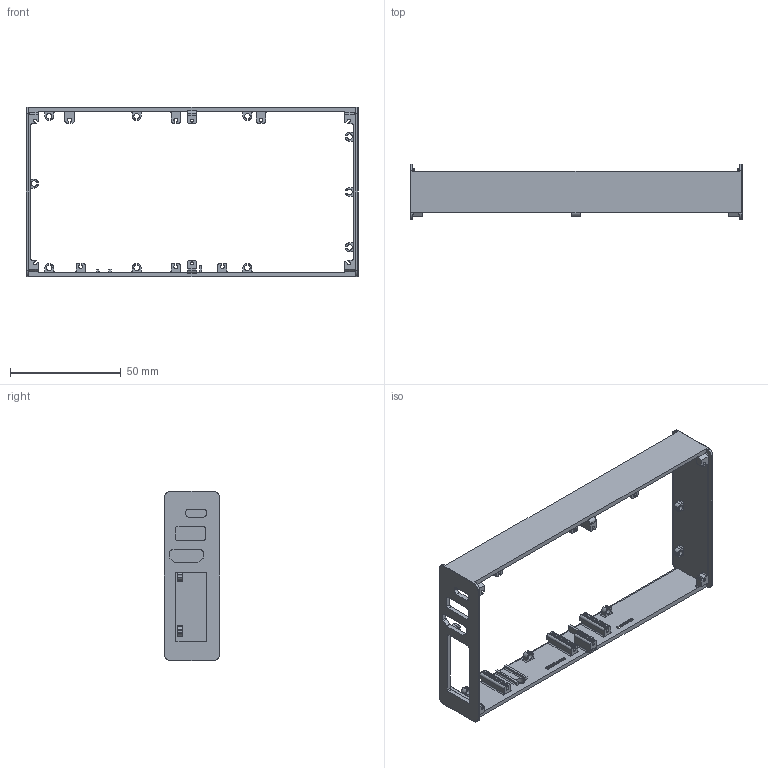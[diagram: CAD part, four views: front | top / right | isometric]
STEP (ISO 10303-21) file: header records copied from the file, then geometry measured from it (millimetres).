
FILE_DESCRIPTION (( 'STEP AP214' ), '1' );
FILE_NAME ('Phontonicat Middle Frame.STEP', '2025-11-13T06:00:04', ( '' ), ( '' ), 'SwSTEP 2.0', 'SolidWorks 2024', '' );
FILE_SCHEMA (( 'AUTOMOTIVE_DESIGN' ));
Length unit declared in the file: millimetre
Products named in the file (1): Phontonicat Middle Frame
Bounding box: 150 x 25 x 76.5 mm (x, y, z)
Volume: 19519.4 mm3; surface area: 22330 mm2
Topology: 1 solids, 1 shells, 560 faces, 1614 edges, 1060 vertices
Faces by surface type: cylinder 295, plane 247, cone 8, torus 8, bspline 2
Entity records: 18629 total; most frequent: CARTESIAN_POINT 3369, DIRECTION 3302, ORIENTED_EDGE 3228, EDGE_CURVE 1614, AXIS2_PLACEMENT_3D 1149, VERTEX_POINT 1060, LINE 1004, VECTOR 1004
